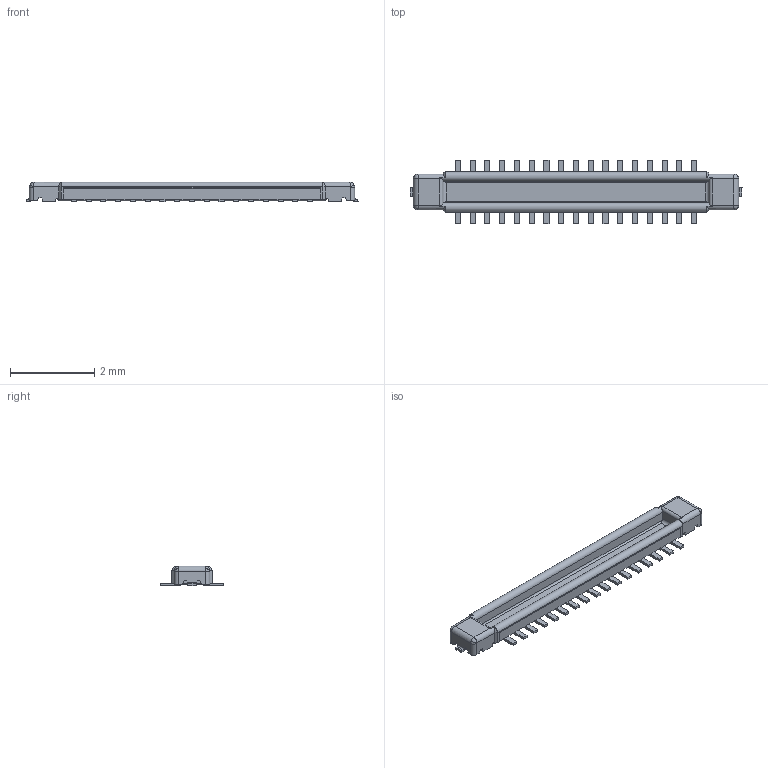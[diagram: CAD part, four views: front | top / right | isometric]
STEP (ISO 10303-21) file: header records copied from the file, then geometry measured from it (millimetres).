
FILE_DESCRIPTION(('Creo Elements/Direct Modeling STEP Export'),'2;1');
FILE_NAME('BM28-34DP.stp','2016-12-01T16:10:57',(''),(''),'Creo Elements/Direct Modeling STEP processor for AP214 (Solid Model)','Creo Elements/Direct Modeling 18.1E 22-Nov-2013 (C) Parametric Technology GmbH','');
FILE_SCHEMA(('AUTOMOTIVE_DESIGN { 1 0 10303 214 1 1 1 1 }'));
Length unit declared in the file: millimetre
Products named in the file (2): BM28B0p6-34DP; Assembly-1
Assembly tree (1 placements, depth 2):
  Assembly-1
    BM28B0p6-34DP
Bounding box: 7.87 x 1.5 x 0.47 mm (x, y, z)
Volume: 1.9 mm3; surface area: 29.4 mm2
Topology: 1 solids, 1 shells, 430 faces, 1160 edges, 728 vertices
Faces by surface type: plane 314, cylinder 96, bspline 12, cone 4, torus 4
Entity records: 14777 total; most frequent: CARTESIAN_POINT 3948, ORIENTED_EDGE 2312, DIRECTION 2144, EDGE_CURVE 1156, VECTOR 928, LINE 928, VERTEX_POINT 728, AXIS2_PLACEMENT_3D 608
